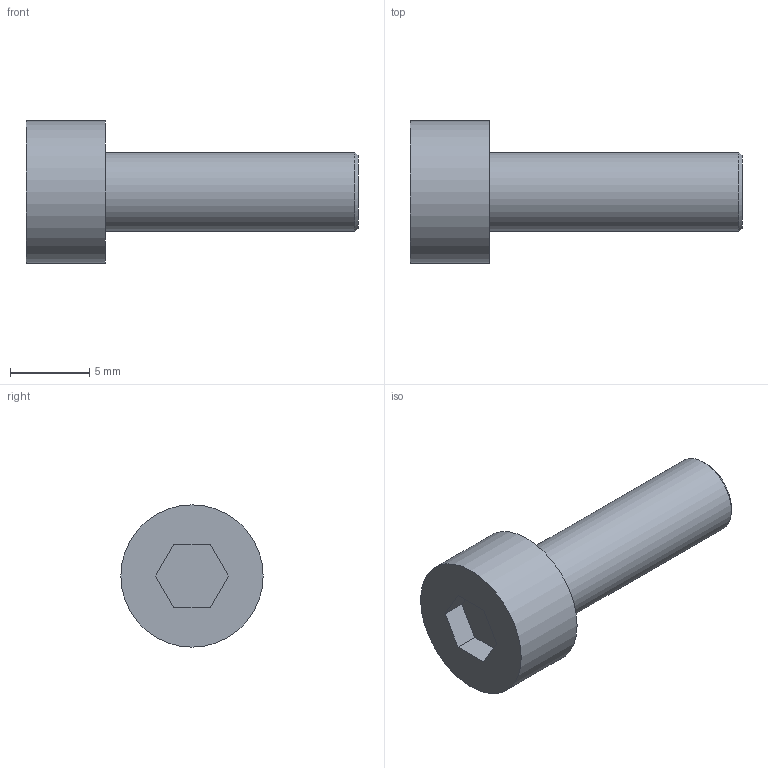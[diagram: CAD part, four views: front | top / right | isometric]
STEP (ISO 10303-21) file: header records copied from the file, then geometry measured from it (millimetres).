
FILE_DESCRIPTION( ( 'Unknown' ), '1' );
FILE_NAME( 'M5x16.stp', 'Unknown', ( 'Unknown' ), ( 'Unknown' ), 'XStep 1.0', 'Unknown', ' ' );
FILE_SCHEMA( ( 'CONFIG_CONTROL_DESIGN' ) );
Length unit declared in the file: millimetre
Products named in the file (1): 1
Bounding box: 21 x 9 x 9 mm (x, y, z)
Volume: 611.2 mm3; surface area: 538.8 mm2
Topology: 1 solids, 1 shells, 13 faces, 27 edges, 18 vertices
Faces by surface type: plane 10, cylinder 2, cone 1
Full cylindrical faces by diameter (mm): 5 x1, 9 x1
Entity records: 367 total; most frequent: DIRECTION 56, CARTESIAN_POINT 54, ORIENTED_EDGE 46, EDGE_CURVE 23, AXIS2_PLACEMENT_3D 19, EDGE_LOOP 18, LINE 18, VECTOR 18
